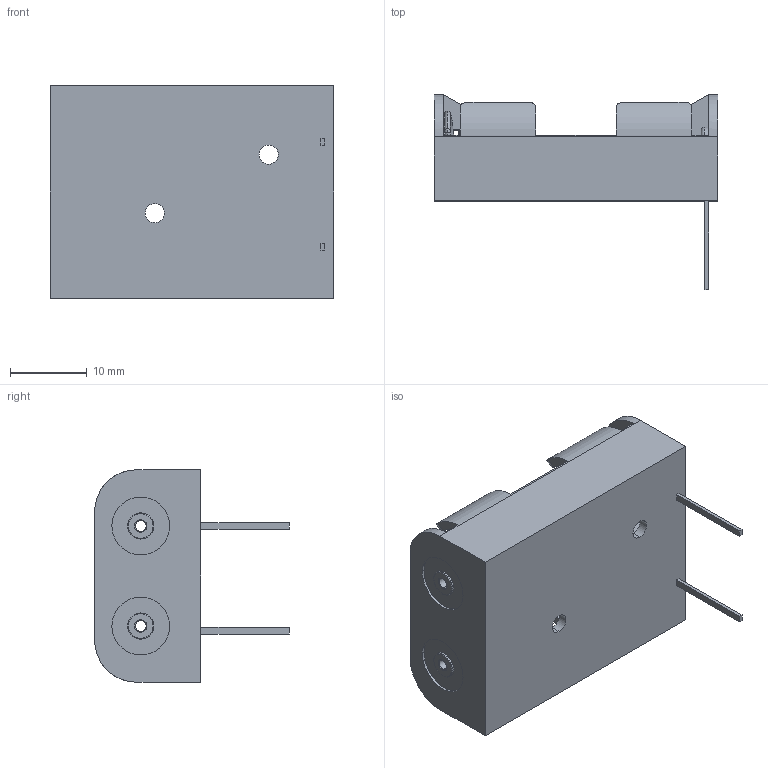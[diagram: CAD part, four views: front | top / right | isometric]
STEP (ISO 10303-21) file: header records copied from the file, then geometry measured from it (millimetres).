
FILE_DESCRIPTION (( 'STEP AP214' ), '1' );
FILE_NAME ('BH2NPC.STEP', '2019-12-31T09:06:06', ( '' ), ( '' ), 'SwSTEP 2.0', 'SolidWorks 2017', '' );
FILE_SCHEMA (( 'AUTOMOTIVE_DESIGN' ));
Length unit declared in the file: millimetre
Products named in the file (1): BH2NPC
Bounding box: 36.88 x 25.31 x 27.6 mm (x, y, z)
Volume: 3154.3 mm3; surface area: 6216 mm2
Topology: 8 solids, 8 shells, 306 faces, 742 edges, 480 vertices
Faces by surface type: plane 172, cylinder 86, torus 44, bspline 4
Entity records: 11951 total; most frequent: CARTESIAN_POINT 4443, DIRECTION 1590, ORIENTED_EDGE 1484, EDGE_CURVE 742, AXIS2_PLACEMENT_3D 575, VERTEX_POINT 480, LINE 440, VECTOR 440
